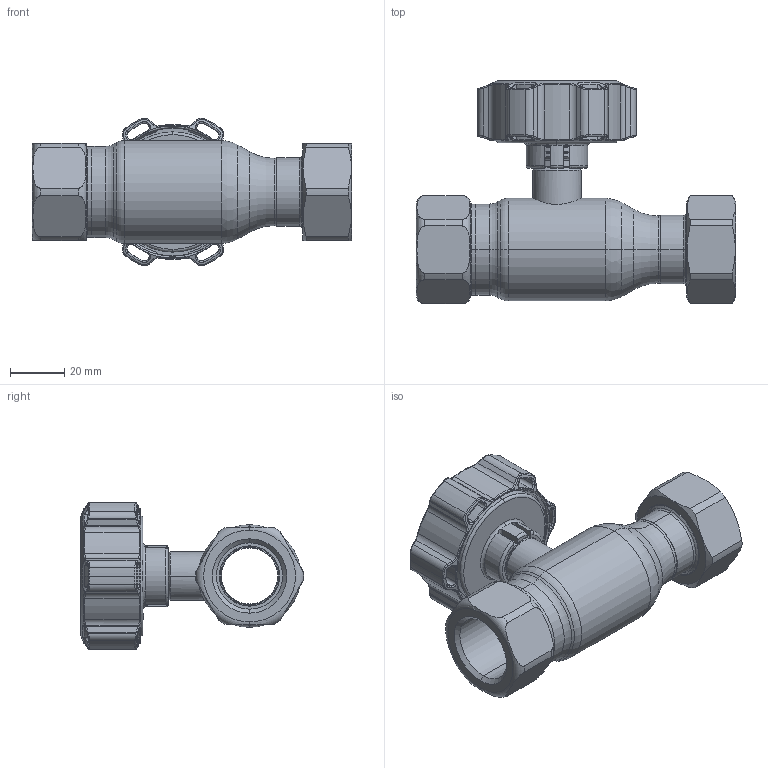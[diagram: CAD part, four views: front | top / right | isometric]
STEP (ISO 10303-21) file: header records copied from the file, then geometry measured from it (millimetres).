
FILE_DESCRIPTION (( 'STEP AP214' ), '1' );
FILE_NAME ('2020002200-0200.step', '2024-01-11T11:25:20', ( '' ), ( '' ), 'SwSTEP 2.0', 'SolidWorks 2021', '' );
FILE_SCHEMA (( 'AUTOMOTIVE_DESIGN' ));
Length unit declared in the file: millimetre
Products named in the file (1): 2020002200-0200
Bounding box: 118.1 x 82.59 x 54.57 mm (x, y, z)
Surface area: 35132.3 mm2 (no closed solid volume)
Topology: 0 solids, 11 shells, 554 faces, 1564 edges, 1000 vertices
Faces by surface type: bspline 170, cylinder 146, plane 95, torus 87, cone 56
Entity records: 33658 total; most frequent: CARTESIAN_POINT 14773, ORIENTED_EDGE 2823, DIRECTION 2294, EDGE_CURVE 1564, VERTEX_POINT 1000, AXIS2_PLACEMENT_3D 929, EDGE_LOOP 591, UNCERTAINTY_MEASURE_WITH_UNIT 556
